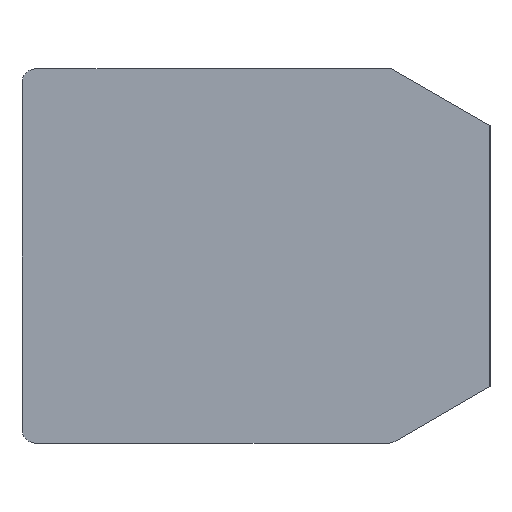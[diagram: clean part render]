
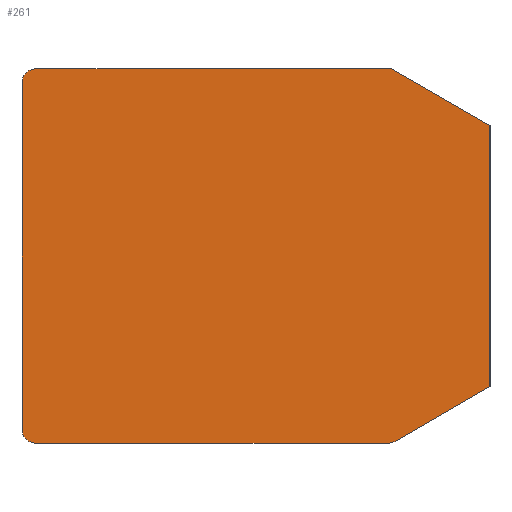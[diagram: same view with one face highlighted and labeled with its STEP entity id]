
A CAD part, front view. The second image highlights one B-rep face of the part: STEP entity #261.
In plain terms, the highlighted planar face has unit normal (0, -1, 0).
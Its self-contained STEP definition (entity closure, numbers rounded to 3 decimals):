
#24=CIRCLE('',#301,0.296);
#25=CIRCLE('',#302,0.296);
#26=CIRCLE('',#303,0.296);
#36=FACE_OUTER_BOUND('',#52,.T.);
#52=EDGE_LOOP('',(#183,#184,#185,#186,#187,#188,#189,#190,#191));
#72=LINE('',#416,#97);
#73=LINE('',#419,#98);
#74=LINE('',#421,#99);
#75=LINE('',#425,#100);
#76=LINE('',#429,#101);
#77=LINE('',#432,#102);
#97=VECTOR('',#333,10.);
#98=VECTOR('',#336,9.852);
#99=VECTOR('',#337,9.852);
#100=VECTOR('',#340,9.852);
#101=VECTOR('',#343,9.852);
#102=VECTOR('',#346,9.852);
#120=VERTEX_POINT('',#410);
#122=VERTEX_POINT('',#414);
#123=VERTEX_POINT('',#418);
#124=VERTEX_POINT('',#420);
#125=VERTEX_POINT('',#422);
#126=VERTEX_POINT('',#424);
#127=VERTEX_POINT('',#426);
#128=VERTEX_POINT('',#428);
#129=VERTEX_POINT('',#430);
#146=EDGE_CURVE('',#120,#122,#72,.T.);
#147=EDGE_CURVE('',#122,#123,#73,.T.);
#148=EDGE_CURVE('',#123,#124,#74,.T.);
#149=EDGE_CURVE('',#124,#125,#24,.T.);
#150=EDGE_CURVE('',#125,#126,#75,.T.);
#151=EDGE_CURVE('',#126,#127,#25,.T.);
#152=EDGE_CURVE('',#127,#128,#76,.T.);
#153=EDGE_CURVE('',#128,#129,#26,.T.);
#154=EDGE_CURVE('',#129,#120,#77,.T.);
#183=ORIENTED_EDGE('',*,*,#146,.T.);
#184=ORIENTED_EDGE('',*,*,#147,.T.);
#185=ORIENTED_EDGE('',*,*,#148,.T.);
#186=ORIENTED_EDGE('',*,*,#149,.T.);
#187=ORIENTED_EDGE('',*,*,#150,.T.);
#188=ORIENTED_EDGE('',*,*,#151,.T.);
#189=ORIENTED_EDGE('',*,*,#152,.T.);
#190=ORIENTED_EDGE('',*,*,#153,.T.);
#191=ORIENTED_EDGE('',*,*,#154,.T.);
#252=PLANE('',#300);
#261=ADVANCED_FACE('',(#36),#252,.T.);
#300=AXIS2_PLACEMENT_3D('',#417,#334,#335);
#301=AXIS2_PLACEMENT_3D('',#423,#338,#339);
#302=AXIS2_PLACEMENT_3D('',#427,#341,#342);
#303=AXIS2_PLACEMENT_3D('',#431,#344,#345);
#333=DIRECTION('',(0.,0.,1.));
#334=DIRECTION('center_axis',(0.,-1.,0.));
#335=DIRECTION('ref_axis',(1.,0.,0.));
#336=DIRECTION('',(-0.866,0.,0.5));
#337=DIRECTION('',(-1.,0.,0.));
#338=DIRECTION('center_axis',(0.,-1.,0.));
#339=DIRECTION('ref_axis',(-1.,0.,0.));
#340=DIRECTION('',(0.,0.,-1.));
#341=DIRECTION('center_axis',(0.,-1.,0.));
#342=DIRECTION('ref_axis',(0.,0.,
-1.));
#343=DIRECTION('',(1.,0.,0.));
#344=DIRECTION('center_axis',(0.,-1.,0.));
#345=DIRECTION('ref_axis',(0.5,0.,-0.866));
#346=DIRECTION('',(0.866,0.,0.5));
#410=CARTESIAN_POINT('',(-4.576,25.805,-34.128));
#414=CARTESIAN_POINT('',(-4.576,25.805,-28.551));
#416=CARTESIAN_POINT('',(-4.576,25.805,-29.84));
#417=CARTESIAN_POINT('Origin',(-10.804,25.805,-31.34));
#418=CARTESIAN_POINT('',(-6.674,25.805,-27.34));
#419=CARTESIAN_POINT('',(-7.357,25.805,-26.946));
#420=CARTESIAN_POINT('',(-14.28,25.805,-27.34));
#421=CARTESIAN_POINT('',(-12.542,25.805,-27.34));
#422=CARTESIAN_POINT('',(-14.576,25.805,-27.635));
#423=CARTESIAN_POINT('Origin',(-14.28,25.805,-27.635));
#424=CARTESIAN_POINT('',(-14.576,25.805,-35.044));
#425=CARTESIAN_POINT('',(-14.576,25.805,-33.192));
#426=CARTESIAN_POINT('',(-14.28,25.805,-35.34));
#427=CARTESIAN_POINT('Origin',(-14.28,25.805,-35.044));
#428=CARTESIAN_POINT('',(-6.753,25.805,-35.34));
#429=CARTESIAN_POINT('',(-8.778,25.805,-35.34));
#430=CARTESIAN_POINT('',(-6.605,25.805,-35.3));
#431=CARTESIAN_POINT('Origin',(-6.753,25.805,-35.044));
#432=CARTESIAN_POINT('',(-6.131,25.805,-35.027));
